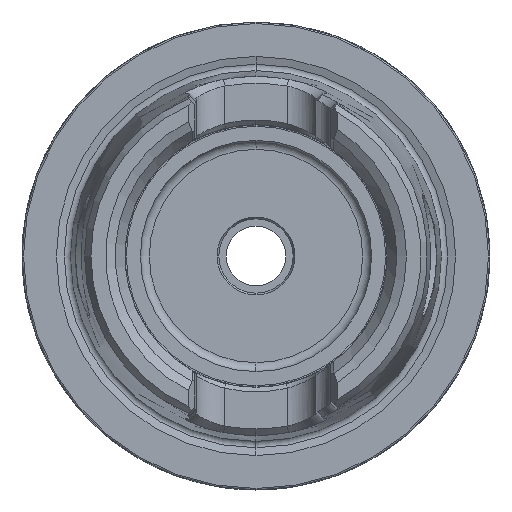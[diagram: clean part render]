
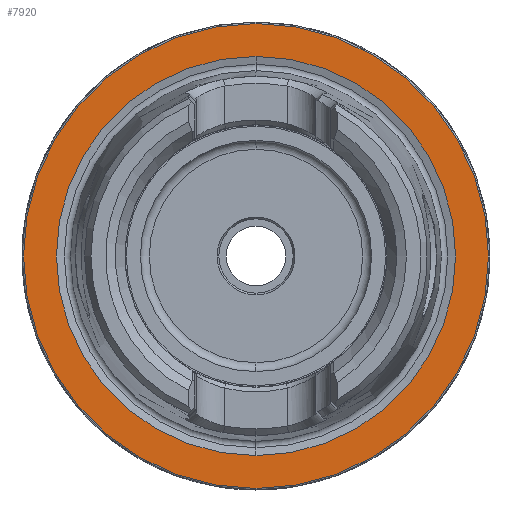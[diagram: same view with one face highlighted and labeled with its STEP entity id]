
A CAD part, left-side view. The second image highlights one B-rep face of the part: STEP entity #7920.
In plain terms, the highlighted planar face has unit normal (-1, 0, 0).
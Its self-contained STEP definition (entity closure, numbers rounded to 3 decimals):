
#128 = CARTESIAN_POINT ( 'NONE',  ( 0., 0., -31.275 ) ) ;
#246 = EDGE_LOOP ( 'NONE', ( #3374, #286 ) ) ;
#286 = ORIENTED_EDGE ( 'NONE', *, *, #4050, .T. ) ;
#487 = CARTESIAN_POINT ( 'NONE',  ( 0., 0., 0. ) ) ;
#818 = DIRECTION ( 'NONE',  ( -1., 0., 0. ) ) ;
#825 = CARTESIAN_POINT ( 'NONE',  ( 0., 0., 0. ) ) ;
#1115 = DIRECTION ( 'NONE',  ( 0., 0., -1. ) ) ;
#1294 = DIRECTION ( 'NONE',  ( 0., 0., 1. ) ) ;
#1409 = EDGE_CURVE ( 'NONE', #5064, #5933, #9161, .T. ) ;
#1752 = DIRECTION ( 'NONE',  ( -1., 0., 0. ) ) ;
#2174 = AXIS2_PLACEMENT_3D ( 'NONE', #5616, #818, #6455 ) ;
#2300 = CARTESIAN_POINT ( 'NONE',  ( 0., 0., 0. ) ) ;
#2718 = CARTESIAN_POINT ( 'NONE',  ( 0., 0., 26.85 ) ) ;
#2837 = CIRCLE ( 'NONE', #7493, 31.275 ) ;
#3374 = ORIENTED_EDGE ( 'NONE', *, *, #1409, .T. ) ;
#3497 = AXIS2_PLACEMENT_3D ( 'NONE', #9218, #5921, #1115 ) ;
#3898 = AXIS2_PLACEMENT_3D ( 'NONE', #487, #6113, #1294 ) ;
#4050 = EDGE_CURVE ( 'NONE', #5933, #5064, #2837, .T. ) ;
#4204 = DIRECTION ( 'NONE',  ( -1., 0., 0. ) ) ;
#4276 = PLANE ( 'NONE',  #3497 ) ;
#4300 = CARTESIAN_POINT ( 'NONE',  ( 0., 0., 31.275 ) ) ;
#4346 = DIRECTION ( 'NONE',  ( 0., 0., 1. ) ) ;
#4550 = FACE_OUTER_BOUND ( 'NONE', #246, .T. ) ;
#4879 = CARTESIAN_POINT ( 'NONE',  ( 0., 0., -26.85 ) ) ;
#4903 = EDGE_CURVE ( 'NONE', #8431, #9187, #7305, .T. ) ;
#5064 = VERTEX_POINT ( 'NONE', #4300 ) ;
#5131 = ORIENTED_EDGE ( 'NONE', *, *, #5582, .F. ) ;
#5582 = EDGE_CURVE ( 'NONE', #9187, #8431, #10164, .T. ) ;
#5616 = CARTESIAN_POINT ( 'NONE',  ( 0., 0., 0. ) ) ;
#5921 = DIRECTION ( 'NONE',  ( 1., 0., 0. ) ) ;
#5933 = VERTEX_POINT ( 'NONE', #128 ) ;
#6113 = DIRECTION ( 'NONE',  ( -1., 0., 0. ) ) ;
#6455 = DIRECTION ( 'NONE',  ( 0., 0., 1. ) ) ;
#6608 = FACE_BOUND ( 'NONE', #9118, .T. ) ;
#6610 = DIRECTION ( 'NONE',  ( 0., 0., 1. ) ) ;
#7305 = CIRCLE ( 'NONE', #2174, 26.85 ) ;
#7493 = AXIS2_PLACEMENT_3D ( 'NONE', #2300, #4204, #4346 ) ;
#7767 = AXIS2_PLACEMENT_3D ( 'NONE', #825, #1752, #6610 ) ;
#7920 = ADVANCED_FACE ( 'NONE', ( #6608, #4550 ), #4276, .F. ) ;
#8431 = VERTEX_POINT ( 'NONE', #2718 ) ;
#9118 = EDGE_LOOP ( 'NONE', ( #9894, #5131 ) ) ;
#9161 = CIRCLE ( 'NONE', #7767, 31.275 ) ;
#9187 = VERTEX_POINT ( 'NONE', #4879 ) ;
#9218 = CARTESIAN_POINT ( 'NONE',  ( 0., 31.275, 0. ) ) ;
#9894 = ORIENTED_EDGE ( 'NONE', *, *, #4903, .F. ) ;
#10164 = CIRCLE ( 'NONE', #3898, 26.85 ) ;
